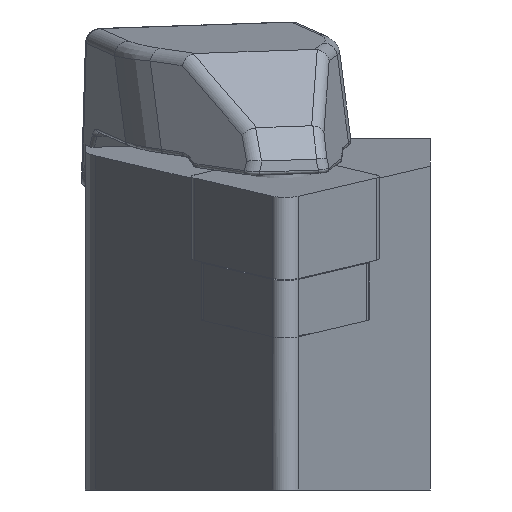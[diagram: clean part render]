
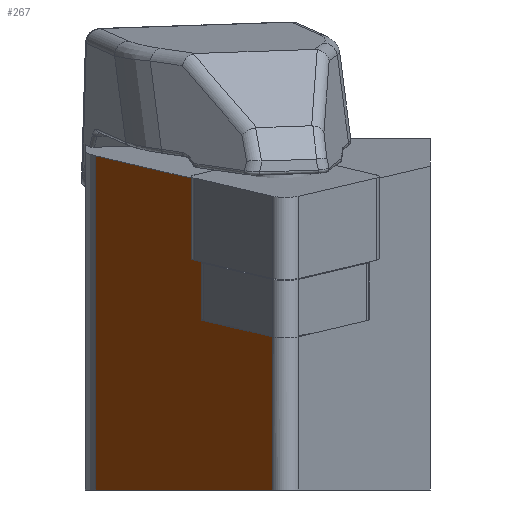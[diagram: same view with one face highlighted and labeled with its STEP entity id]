
A CAD part, left-side view. The second image highlights one B-rep face of the part: STEP entity #267.
In plain terms, the highlighted planar face has unit normal (-0.458, 0.887, -0.056).
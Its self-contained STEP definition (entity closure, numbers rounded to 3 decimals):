
#267=ADVANCED_FACE('',(#426),#379,.F.);
#379=PLANE('',#2058);
#426=FACE_OUTER_BOUND('',#536,.T.);
#536=EDGE_LOOP('',(#1055,#1056,#1057,#1058,#1059,#1060,#1061));
#636=LINE('',#2813,#794);
#653=LINE('',#2862,#811);
#682=LINE('',#2961,#840);
#689=LINE('',#2982,#847);
#690=LINE('',#2984,#848);
#691=LINE('',#2985,#849);
#692=LINE('',#2986,#850);
#794=VECTOR('',#2238,1.);
#811=VECTOR('',#2275,1.);
#840=VECTOR('',#2328,1.);
#847=VECTOR('',#2351,1.);
#848=VECTOR('',#2354,1.);
#849=VECTOR('',#2355,1.);
#850=VECTOR('',#2356,1.);
#1055=ORIENTED_EDGE('',*,*,#1757,.T.);
#1056=ORIENTED_EDGE('',*,*,#1687,.T.);
#1057=ORIENTED_EDGE('',*,*,#1758,.F.);
#1058=ORIENTED_EDGE('',*,*,#1710,.T.);
#1059=ORIENTED_EDGE('',*,*,#1759,.T.);
#1060=ORIENTED_EDGE('',*,*,#1746,.F.);
#1061=ORIENTED_EDGE('',*,*,#1756,.F.);
#1512=VERTEX_POINT('',#2810);
#1513=VERTEX_POINT('',#2812);
#1535=VERTEX_POINT('',#2861);
#1536=VERTEX_POINT('',#2863);
#1561=VERTEX_POINT('',#2960);
#1562=VERTEX_POINT('',#2962);
#1567=VERTEX_POINT('',#2981);
#1687=EDGE_CURVE('',#1512,#1513,#636,.T.);
#1710=EDGE_CURVE('',#1536,#1535,#653,.T.);
#1746=EDGE_CURVE('',#1561,#1562,#682,.T.);
#1756=EDGE_CURVE('',#1567,#1561,#689,.T.);
#1757=EDGE_CURVE('',#1567,#1512,#690,.T.);
#1758=EDGE_CURVE('',#1536,#1513,#691,.T.);
#1759=EDGE_CURVE('',#1535,#1562,#692,.T.);
#2058=AXIS2_PLACEMENT_3D('',#2987,#2357,#2358);
#2238=DIRECTION('',(0.88,0.462,0.108));
#2275=DIRECTION('',(0.88,0.462,0.108));
#2328=DIRECTION('',(0.888,0.459,0.));
#2351=DIRECTION('',(0.122,0.,-0.993));
#2354=DIRECTION('',(0.88,0.462,0.108));
#2355=DIRECTION('',(0.122,0.,-0.993));
#2356=DIRECTION('',(0.122,0.,-0.993));
#2357=DIRECTION('',(0.458,-0.887,0.056));
#2358=DIRECTION('',(0.888,0.459,0.));
#2810=CARTESIAN_POINT('',(-86.791,-18.67,-1.105));
#2812=CARTESIAN_POINT('',(-86.737,-18.642,-1.098));
#2813=CARTESIAN_POINT('',(-75.654,-12.829,0.263));
#2861=CARTESIAN_POINT('',(-76.591,-12.829,7.895));
#2862=CARTESIAN_POINT('',(-97.773,-23.938,5.294));
#2863=CARTESIAN_POINT('',(-87.674,-18.642,6.534));
#2960=CARTESIAN_POINT('',(-93.155,-22.555,-10.5));
#2961=CARTESIAN_POINT('',(-97.388,-24.742,-10.5));
#2962=CARTESIAN_POINT('',(-74.333,-12.829,-10.5));
#2981=CARTESIAN_POINT('',(-94.197,-22.555,-2.014));
#2982=CARTESIAN_POINT('',(-111.836,-22.555,141.643));
#2984=CARTESIAN_POINT('',(-75.654,-12.829,0.263));
#2985=CARTESIAN_POINT('',(-104.376,-18.642,142.559));
#2986=CARTESIAN_POINT('',(-93.293,-12.829,143.92));
#2987=CARTESIAN_POINT('',(-93.293,-12.829,143.92));
